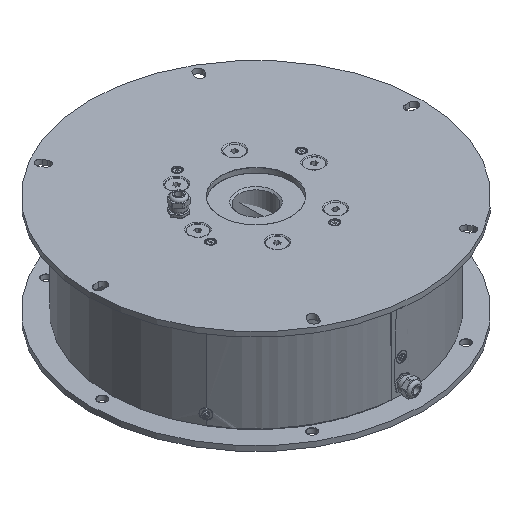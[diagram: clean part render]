
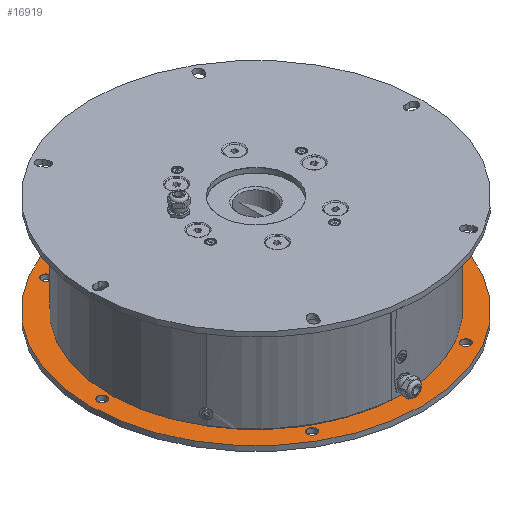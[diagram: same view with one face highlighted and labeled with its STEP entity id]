
A CAD part, isometric view. The second image highlights one B-rep face of the part: STEP entity #16919.
In plain terms, the highlighted planar face has unit normal (0, 0, 1).
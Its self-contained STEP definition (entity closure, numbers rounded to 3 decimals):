
#362=CARTESIAN_POINT('',(-150.813,-90.728,6.));
#363=VERTEX_POINT('',#362);
#468=CARTESIAN_POINT('',(0.0,0.0,6.));
#469=DIRECTION('',(0.0,0.0,-1.0));
#470=DIRECTION('',(-1.0,0.0,0.0));
#471=AXIS2_PLACEMENT_3D('',#468,#469,#470);
#472=CIRCLE('',#471,176.0);
#473=EDGE_CURVE('',#363,#363,#472,.T.);
#9718=CARTESIAN_POINT('',(200.0,0.,6.));
#9719=VERTEX_POINT('',#9718);
#9720=CARTESIAN_POINT('',(0.0,0.0,6.));
#9721=DIRECTION('',(0.0,0.0,-1.0));
#9722=DIRECTION('',(-1.0,0.0,0.0));
#9723=AXIS2_PLACEMENT_3D('',#9720,#9721,#9722);
#9724=CIRCLE('',#9723,200.0);
#9725=EDGE_CURVE('',#9719,#9719,#9724,.T.);
#10357=CARTESIAN_POINT('',(-86.9,-160.215,6.));
#10358=VERTEX_POINT('',#10357);
#10359=CARTESIAN_POINT('',(-92.5,-160.215,6.));
#10360=DIRECTION('',(0.0,0.0,1.0));
#10361=DIRECTION('',(-1.0,0.0,0.0));
#10362=AXIS2_PLACEMENT_3D('',#10359,#10360,#10361);
#10363=CIRCLE('',#10362,5.6);
#10364=EDGE_CURVE('',#10358,#10358,#10363,.T.);
#10465=CARTESIAN_POINT('',(98.1,-160.215,6.));
#10466=VERTEX_POINT('',#10465);
#10467=CARTESIAN_POINT('',(92.5,-160.215,6.));
#10468=DIRECTION('',(0.0,0.0,1.0));
#10469=DIRECTION('',(-1.0,0.0,0.0));
#10470=AXIS2_PLACEMENT_3D('',#10467,#10468,#10469);
#10471=CIRCLE('',#10470,5.6);
#10472=EDGE_CURVE('',#10466,#10466,#10471,.T.);
#10533=CARTESIAN_POINT('',(190.6,0.,6.));
#10534=VERTEX_POINT('',#10533);
#10535=CARTESIAN_POINT('',(185.0,0.,6.));
#10536=DIRECTION('',(0.0,0.0,1.0));
#10537=DIRECTION('',(-1.0,0.0,0.0));
#10538=AXIS2_PLACEMENT_3D('',#10535,#10536,#10537);
#10539=CIRCLE('',#10538,5.6);
#10540=EDGE_CURVE('',#10534,#10534,#10539,.T.);
#10561=CARTESIAN_POINT('',(98.1,160.215,6.));
#10562=VERTEX_POINT('',#10561);
#10563=CARTESIAN_POINT('',(92.5,160.215,6.));
#10564=DIRECTION('',(0.0,0.0,1.0));
#10565=DIRECTION('',(-1.0,0.0,0.0));
#10566=AXIS2_PLACEMENT_3D('',#10563,#10564,#10565);
#10567=CIRCLE('',#10566,5.6);
#10568=EDGE_CURVE('',#10562,#10562,#10567,.T.);
#10629=CARTESIAN_POINT('',(-86.9,160.215,6.));
#10630=VERTEX_POINT('',#10629);
#10631=CARTESIAN_POINT('',(-92.5,160.215,6.));
#10632=DIRECTION('',(0.0,0.0,1.0));
#10633=DIRECTION('',(-1.0,0.0,0.0));
#10634=AXIS2_PLACEMENT_3D('',#10631,#10632,#10633);
#10635=CIRCLE('',#10634,5.6);
#10636=EDGE_CURVE('',#10630,#10630,#10635,.T.);
#10737=CARTESIAN_POINT('',(-179.4,0.,6.));
#10738=VERTEX_POINT('',#10737);
#10739=CARTESIAN_POINT('',(-185.0,0.0,6.));
#10740=DIRECTION('',(0.0,0.0,1.0));
#10741=DIRECTION('',(-1.0,0.0,0.0));
#10742=AXIS2_PLACEMENT_3D('',#10739,#10740,#10741);
#10743=CIRCLE('',#10742,5.6);
#10744=EDGE_CURVE('',#10738,#10738,#10743,.T.);
#16890=CARTESIAN_POINT('',(0.0,0.0,6.));
#16891=DIRECTION('',(0.0,0.0,-1.0));
#16892=DIRECTION('',(-1.0,0.0,0.0));
#16893=AXIS2_PLACEMENT_3D('',#16890,#16891,#16892);
#16894=PLANE('',#16893);
#16895=ORIENTED_EDGE('',*,*,#9725,.F.);
#16896=EDGE_LOOP('',(#16895));
#16897=FACE_OUTER_BOUND('',#16896,.T.);
#16898=ORIENTED_EDGE('',*,*,#473,.T.);
#16899=EDGE_LOOP('',(#16898));
#16900=FACE_BOUND('',#16899,.T.);
#16901=ORIENTED_EDGE('',*,*,#10744,.F.);
#16902=EDGE_LOOP('',(#16901));
#16903=FACE_BOUND('',#16902,.T.);
#16904=ORIENTED_EDGE('',*,*,#10568,.F.);
#16905=EDGE_LOOP('',(#16904));
#16906=FACE_BOUND('',#16905,.T.);
#16907=ORIENTED_EDGE('',*,*,#10472,.F.);
#16908=EDGE_LOOP('',(#16907));
#16909=FACE_BOUND('',#16908,.T.);
#16910=ORIENTED_EDGE('',*,*,#10364,.F.);
#16911=EDGE_LOOP('',(#16910));
#16912=FACE_BOUND('',#16911,.T.);
#16913=ORIENTED_EDGE('',*,*,#10540,.F.);
#16914=EDGE_LOOP('',(#16913));
#16915=FACE_BOUND('',#16914,.T.);
#16916=ORIENTED_EDGE('',*,*,#10636,.F.);
#16917=EDGE_LOOP('',(#16916));
#16918=FACE_BOUND('',#16917,.T.);
#16919=ADVANCED_FACE('',(#16897,#16900,#16903,#16906,#16909,#16912,#16915,#16918),#16894,.F.);
